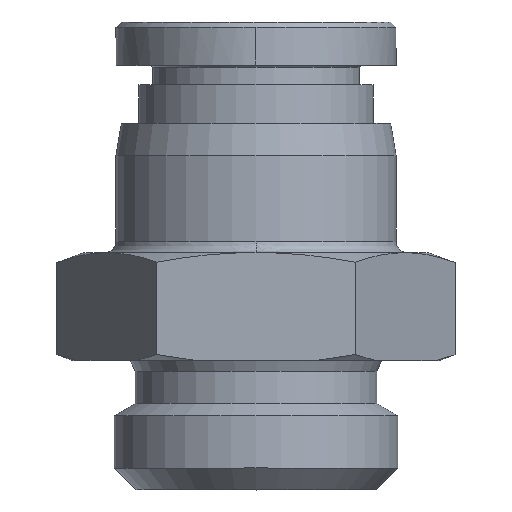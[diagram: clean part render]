
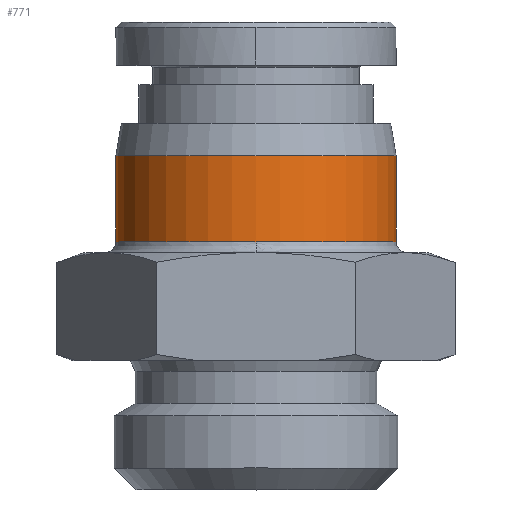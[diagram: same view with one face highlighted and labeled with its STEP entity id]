
A CAD part, top view. The second image highlights one B-rep face of the part: STEP entity #771.
In plain terms, the highlighted cylindrical face has radius 6.5 mm (diameter 13 mm), a partial arc.
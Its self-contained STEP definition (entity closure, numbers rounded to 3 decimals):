
#143=CARTESIAN_POINT('',(-6.5,1.0,0.0));
#144=VERTEX_POINT('',#143);
#160=CARTESIAN_POINT('',(6.5,1.,0.));
#161=VERTEX_POINT('',#160);
#725=CARTESIAN_POINT('',(0.0,2.5,0.));
#726=DIRECTION('',(0.0,-1.0,0.));
#727=DIRECTION('',(1.0,0.0,0.0));
#728=AXIS2_PLACEMENT_3D('',#725,#726,#727);
#729=CYLINDRICAL_SURFACE('',#728,6.5);
#730=CARTESIAN_POINT('',(6.5,-3.,0.));
#731=VERTEX_POINT('',#730);
#732=CARTESIAN_POINT('',(6.5,1.,0.));
#733=DIRECTION('',(0.0,-1.0,0.0));
#734=VECTOR('',#733,4.);
#735=LINE('',#732,#734);
#736=EDGE_CURVE('',#161,#731,#735,.T.);
#737=ORIENTED_EDGE('',*,*,#736,.F.);
#738=CARTESIAN_POINT('',(0.0,1.,0.));
#739=DIRECTION('',(0.0,-1.0,0.0));
#740=DIRECTION('',(1.0,0.0,0.0));
#741=AXIS2_PLACEMENT_3D('',#738,#739,#740);
#742=CIRCLE('',#741,6.5);
#743=EDGE_CURVE('',#161,#144,#742,.T.);
#744=ORIENTED_EDGE('',*,*,#743,.T.);
#745=CARTESIAN_POINT('',(-6.5,-3.,0.));
#746=VERTEX_POINT('',#745);
#747=CARTESIAN_POINT('',(-6.5,-3.,0.));
#748=DIRECTION('',(0.0,1.0,0.0));
#749=VECTOR('',#748,4.);
#750=LINE('',#747,#749);
#751=EDGE_CURVE('',#746,#144,#750,.T.);
#752=ORIENTED_EDGE('',*,*,#751,.F.);
#753=CARTESIAN_POINT('',(0.,-3.,6.5));
#754=VERTEX_POINT('',#753);
#755=CARTESIAN_POINT('',(0.0,-3.,0.));
#756=DIRECTION('',(0.0,-1.0,0.0));
#757=DIRECTION('',(-1.0,0.0,0.0));
#758=AXIS2_PLACEMENT_3D('',#755,#756,#757);
#759=CIRCLE('',#758,6.5);
#760=EDGE_CURVE('',#754,#746,#759,.T.);
#761=ORIENTED_EDGE('',*,*,#760,.F.);
#762=CARTESIAN_POINT('',(0.0,-3.,0.));
#763=DIRECTION('',(0.0,-1.0,0.0));
#764=DIRECTION('',(-1.0,0.0,0.0));
#765=AXIS2_PLACEMENT_3D('',#762,#763,#764);
#766=CIRCLE('',#765,6.5);
#767=EDGE_CURVE('',#731,#754,#766,.T.);
#768=ORIENTED_EDGE('',*,*,#767,.F.);
#769=EDGE_LOOP('',(#737,#744,#752,#761,#768));
#770=FACE_OUTER_BOUND('',#769,.T.);
#771=ADVANCED_FACE('',(#770),#729,.T.);
